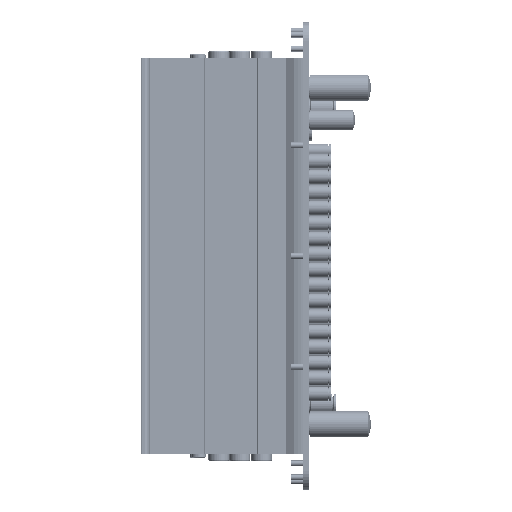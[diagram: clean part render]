
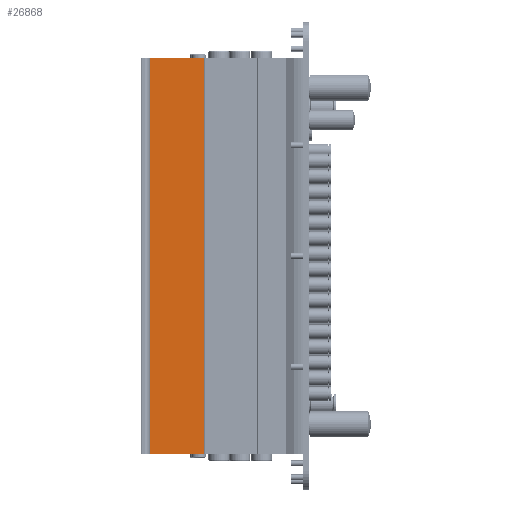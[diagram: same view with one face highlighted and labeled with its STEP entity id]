
A CAD part, front view. The second image highlights one B-rep face of the part: STEP entity #26868.
In plain terms, the highlighted planar face has unit normal (0, -1, 0).
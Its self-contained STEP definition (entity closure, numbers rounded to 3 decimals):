
#4940=FACE_OUTER_BOUND('',#7235,.T.);
#7235=EDGE_LOOP('',(#20864,#20865,#20866,#20867));
#9233=LINE('',#43391,#11038);
#9234=LINE('',#43395,#11039);
#9235=LINE('',#43397,#11040);
#9236=LINE('',#43398,#11041);
#11038=VECTOR('',#34687,10.);
#11039=VECTOR('',#34692,10.);
#11040=VECTOR('',#34693,10.);
#11041=VECTOR('',#34694,10.);
#13341=VERTEX_POINT('',#43388);
#13342=VERTEX_POINT('',#43390);
#13343=VERTEX_POINT('',#43394);
#13344=VERTEX_POINT('',#43396);
#16206=EDGE_CURVE('',#13342,#13341,#9233,.T.);
#16208=EDGE_CURVE('',#13341,#13343,#9234,.T.);
#16209=EDGE_CURVE('',#13344,#13343,#9235,.T.);
#16210=EDGE_CURVE('',#13344,#13342,#9236,.T.);
#20864=ORIENTED_EDGE('',*,*,#16208,.T.);
#20865=ORIENTED_EDGE('',*,*,#16209,.F.);
#20866=ORIENTED_EDGE('',*,*,#16210,.T.);
#20867=ORIENTED_EDGE('',*,*,#16206,.T.);
#25580=PLANE('',#29382);
#26868=ADVANCED_FACE('',(#4940),#25580,.T.);
#29382=AXIS2_PLACEMENT_3D('',#43393,#34690,#34691);
#34687=DIRECTION('',(0.,0.,1.));
#34690=DIRECTION('center_axis',(0.,-1.,0.));
#34691=DIRECTION('ref_axis',(0.,0.,-1.));
#34692=DIRECTION('',(-1.,0.,0.));
#34693=DIRECTION('',(0.,0.,1.));
#34694=DIRECTION('',(1.,0.,0.));
#43388=CARTESIAN_POINT('',(105.5,-23.,268.));
#43390=CARTESIAN_POINT('',(105.5,-23.,0.));
#43391=CARTESIAN_POINT('',(105.5,-23.,0.));
#43393=CARTESIAN_POINT('Origin',(105.5,-23.,0.));
#43394=CARTESIAN_POINT('',(69.,-23.,268.));
#43395=CARTESIAN_POINT('',(69.,-23.,268.));
#43396=CARTESIAN_POINT('',(69.,-23.,0.));
#43397=CARTESIAN_POINT('',(69.,-23.,0.));
#43398=CARTESIAN_POINT('',(69.,-23.,0.));
